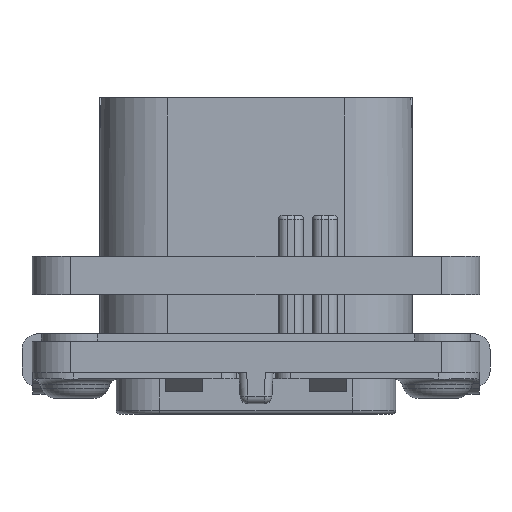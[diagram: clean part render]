
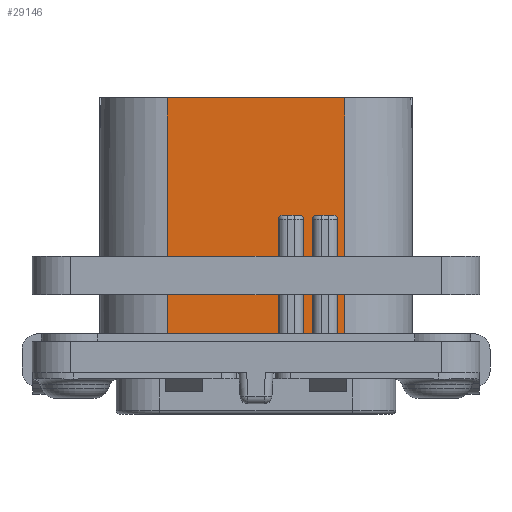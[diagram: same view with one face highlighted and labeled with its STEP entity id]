
A CAD part, front view. The second image highlights one B-rep face of the part: STEP entity #29146.
In plain terms, the highlighted planar face has unit normal (0, -1, 0).
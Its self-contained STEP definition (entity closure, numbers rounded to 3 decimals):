
#1431=DIRECTION('',(1.,0.,0.));
#1432=VECTOR('',#1431,11.4);
#1433=CARTESIAN_POINT('',(-5.7,-9.,17.67));
#1434=LINE('',#1433,#1432);
#5373=DIRECTION('',(1.,0.,0.));
#5374=VECTOR('',#5373,7.14);
#5375=CARTESIAN_POINT('',(-5.7,-9.,2.));
#5376=LINE('',#5375,#5374);
#5385=CARTESIAN_POINT('',(1.69,-9.,9.87));
#5386=DIRECTION('',(0.,1.,0.));
#5387=DIRECTION('',(-1.,0.,0.));
#5388=AXIS2_PLACEMENT_3D('',#5385,#5386,#5387);
#5417=CARTESIAN_POINT('',(2.79,-9.,9.87));
#5418=DIRECTION('',(0.,1.,0.));
#5419=DIRECTION('',(0.,0.,1.));
#5420=AXIS2_PLACEMENT_3D('',#5417,#5418,#5419);
#5430=DIRECTION('',(0.,0.,1.));
#5431=VECTOR('',#5430,7.87);
#5432=CARTESIAN_POINT('',(5.25,-9.,2.));
#5433=LINE('',#5432,#5431);
#5434=DIRECTION('',(1.,0.,0.));
#5435=VECTOR('',#5434,1.1);
#5436=CARTESIAN_POINT('',(3.9,-9.,10.12));
#5437=LINE('',#5436,#5435);
#5438=DIRECTION('',(0.,0.,1.));
#5439=VECTOR('',#5438,7.87);
#5440=CARTESIAN_POINT('',(3.65,-9.,2.));
#5441=LINE('',#5440,#5439);
#5442=DIRECTION('',(0.,0.,1.));
#5443=VECTOR('',#5442,7.87);
#5444=CARTESIAN_POINT('',(3.04,-9.,2.));
#5445=LINE('',#5444,#5443);
#5446=DIRECTION('',(1.,0.,0.));
#5447=VECTOR('',#5446,1.1);
#5448=CARTESIAN_POINT('',(1.69,-9.,10.12));
#5449=LINE('',#5448,#5447);
#5450=DIRECTION('',(0.,0.,1.));
#5451=VECTOR('',#5450,7.87);
#5452=CARTESIAN_POINT('',(1.44,-9.,2.));
#5453=LINE('',#5452,#5451);
#5454=DIRECTION('',(0.,0.,-1.));
#5455=VECTOR('',#5454,15.67);
#5456=CARTESIAN_POINT('',(-5.7,-9.,17.67));
#5457=LINE('',#5456,#5455);
#5458=DIRECTION('',(0.,0.,-1.));
#5459=VECTOR('',#5458,15.67);
#5460=CARTESIAN_POINT('',(5.7,-9.,17.67));
#5461=LINE('',#5460,#5459);
#5475=CARTESIAN_POINT('',(5.,-9.,9.87));
#5476=DIRECTION('',(0.,1.,0.));
#5477=DIRECTION('',(0.,0.,1.));
#5478=AXIS2_PLACEMENT_3D('',#5475,#5476,#5477);
#5517=CARTESIAN_POINT('',(3.9,-9.,9.87));
#5518=DIRECTION('',(0.,1.,0.));
#5519=DIRECTION('',(-1.,0.,0.));
#5520=AXIS2_PLACEMENT_3D('',#5517,#5518,#5519);
#5608=DIRECTION('',(1.,0.,0.));
#5609=VECTOR('',#5608,0.45);
#5610=CARTESIAN_POINT('',(5.25,-9.,2.));
#5611=LINE('',#5610,#5609);
#11819=DIRECTION('',(1.,0.,0.));
#11820=VECTOR('',#11819,0.61);
#11821=CARTESIAN_POINT('',(3.04,-9.,2.));
#11822=LINE('',#11821,#11820);
#18507=CARTESIAN_POINT('',(-5.7,-9.,17.67));
#18508=CARTESIAN_POINT('',(-5.7,-9.,2.));
#18509=VERTEX_POINT('',#18507);
#18510=VERTEX_POINT('',#18508);
#18511=CARTESIAN_POINT('',(5.7,-9.,17.67));
#18512=CARTESIAN_POINT('',(5.7,-9.,2.));
#18513=VERTEX_POINT('',#18511);
#18514=VERTEX_POINT('',#18512);
#18669=CARTESIAN_POINT('',(1.44,-9.,2.));
#18670=VERTEX_POINT('',#18669);
#18671=CARTESIAN_POINT('',(3.04,-9.,2.));
#18672=CARTESIAN_POINT('',(3.65,-9.,2.));
#18673=VERTEX_POINT('',#18671);
#18674=VERTEX_POINT('',#18672);
#18675=CARTESIAN_POINT('',(5.25,-9.,2.));
#18676=VERTEX_POINT('',#18675);
#21134=CARTESIAN_POINT('',(3.04,-9.,9.87));
#21136=VERTEX_POINT('',#21134);
#21138=CARTESIAN_POINT('',(2.79,-9.,10.12));
#21140=VERTEX_POINT('',#21138);
#21161=CARTESIAN_POINT('',(1.69,-9.,10.12));
#21162=VERTEX_POINT('',#21161);
#21163=CARTESIAN_POINT('',(1.44,-9.,9.87));
#21164=VERTEX_POINT('',#21163);
#21166=CARTESIAN_POINT('',(5.25,-9.,9.87));
#21168=VERTEX_POINT('',#21166);
#21170=CARTESIAN_POINT('',(5.,-9.,10.12));
#21172=VERTEX_POINT('',#21170);
#21173=CARTESIAN_POINT('',(3.9,-9.,10.12));
#21175=VERTEX_POINT('',#21173);
#21177=CARTESIAN_POINT('',(3.65,-9.,9.87));
#21179=VERTEX_POINT('',#21177);
#29116=CARTESIAN_POINT('',(-10.05,-9.,2.));
#29117=DIRECTION('',(0.,-1.,0.));
#29118=DIRECTION('',(1.,0.,0.));
#29119=AXIS2_PLACEMENT_3D('',#29116,#29117,#29118);
#29120=PLANE('',#29119);
#29122=ORIENTED_EDGE('',*,*,#29121,.T.);
#29124=ORIENTED_EDGE('',*,*,#29123,.F.);
#29126=ORIENTED_EDGE('',*,*,#29125,.F.);
#29128=ORIENTED_EDGE('',*,*,#29127,.F.);
#29130=ORIENTED_EDGE('',*,*,#29129,.F.);
#29132=ORIENTED_EDGE('',*,*,#29131,.F.);
#29133=ORIENTED_EDGE('',*,*,#29107,.T.);
#29134=ORIENTED_EDGE('',*,*,#29096,.F.);
#29135=ORIENTED_EDGE('',*,*,#29081,.F.);
#29136=ORIENTED_EDGE('',*,*,#29062,.F.);
#29137=ORIENTED_EDGE('',*,*,#29047,.F.);
#29138=ORIENTED_EDGE('',*,*,#29032,.F.);
#29139=ORIENTED_EDGE('',*,*,#23471,.F.);
#29140=ORIENTED_EDGE('',*,*,#23656,.T.);
#29141=ORIENTED_EDGE('',*,*,#23914,.T.);
#29143=ORIENTED_EDGE('',*,*,#29142,.F.);
#29144=EDGE_LOOP('',(#29122,#29124,#29126,#29128,#29130,#29132,#29133,#29134,
#29135,#29136,#29137,#29138,#29139,#29140,#29141,#29143));
#29145=FACE_OUTER_BOUND('',#29144,.F.);
#29146=ADVANCED_FACE('',(#29145),#29120,.T.);
#5389=CIRCLE('',#5388,0.25);
#5421=CIRCLE('',#5420,0.25);
#5479=CIRCLE('',#5478,0.25);
#5521=CIRCLE('',#5520,0.25);
#23471=EDGE_CURVE('',#18509,#18510,#5457,.T.);
#23656=EDGE_CURVE('',#18509,#18513,#1434,.T.);
#23914=EDGE_CURVE('',#18513,#18514,#5461,.T.);
#29032=EDGE_CURVE('',#18510,#18670,#5376,.T.);
#29047=EDGE_CURVE('',#18670,#21164,#5453,.T.);
#29062=EDGE_CURVE('',#21164,#21162,#5389,.T.);
#29081=EDGE_CURVE('',#21162,#21140,#5449,.T.);
#29096=EDGE_CURVE('',#21140,#21136,#5421,.T.);
#29107=EDGE_CURVE('',#18673,#21136,#5445,.T.);
#29121=EDGE_CURVE('',#18676,#21168,#5433,.T.);
#29123=EDGE_CURVE('',#21172,#21168,#5479,.T.);
#29125=EDGE_CURVE('',#21175,#21172,#5437,.T.);
#29127=EDGE_CURVE('',#21179,#21175,#5521,.T.);
#29129=EDGE_CURVE('',#18674,#21179,#5441,.T.);
#29131=EDGE_CURVE('',#18673,#18674,#11822,.T.);
#29142=EDGE_CURVE('',#18676,#18514,#5611,.T.);
